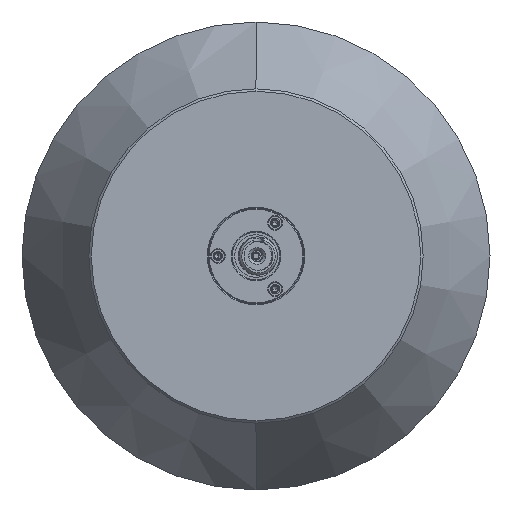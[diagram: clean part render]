
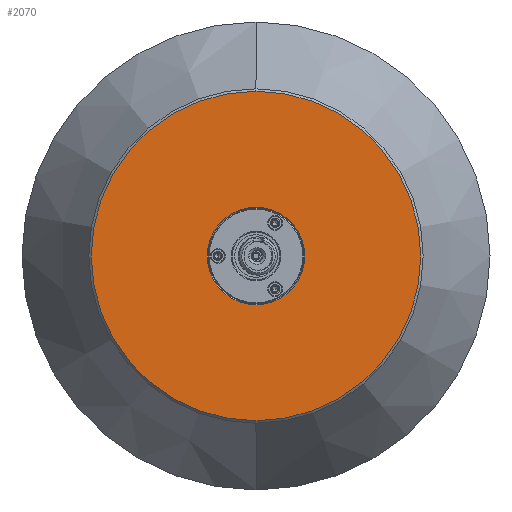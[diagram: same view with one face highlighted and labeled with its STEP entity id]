
A CAD part, left-side view. The second image highlights one B-rep face of the part: STEP entity #2070.
In plain terms, the highlighted planar face has unit normal (-1, 0, 0).
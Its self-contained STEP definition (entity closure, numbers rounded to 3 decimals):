
#473=CARTESIAN_POINT('',(-297.391,49.,-49.));
#474=DIRECTION('',(1.,0.,0.));
#475=DIRECTION('',(0.,0.,1.));
#476=AXIS2_PLACEMENT_3D('',#473,#474,#475);
#491=CARTESIAN_POINT('',(-297.391,49.,-49.));
#492=DIRECTION('',(-1.,0.,0.));
#493=DIRECTION('',(0.,0.,-1.));
#494=AXIS2_PLACEMENT_3D('',#491,#492,#493);
#496=CARTESIAN_POINT('',(-297.391,49.,-49.));
#497=DIRECTION('',(-1.,0.,0.));
#498=DIRECTION('',(0.,0.,1.));
#499=AXIS2_PLACEMENT_3D('',#496,#497,#498);
#501=CARTESIAN_POINT('',(-297.391,49.,-49.));
#502=DIRECTION('',(1.,0.,0.));
#503=DIRECTION('',(0.,0.,-1.));
#504=AXIS2_PLACEMENT_3D('',#501,#502,#503);
#1161=CARTESIAN_POINT('',(-297.391,49.,
-59.2));
#1162=CARTESIAN_POINT('',(-297.391,49.,
-38.8));
#1163=VERTEX_POINT('',#1161);
#1164=VERTEX_POINT('',#1162);
#1169=CARTESIAN_POINT('',(-297.391,49.,
-83.5));
#1170=CARTESIAN_POINT('',(-297.391,49.,
-14.5));
#1171=VERTEX_POINT('',#1169);
#1172=VERTEX_POINT('',#1170);
#2055=CARTESIAN_POINT('',(-297.391,84.,
-49.));
#2056=DIRECTION('',(1.,0.,0.));
#2057=DIRECTION('',(0.,0.,-1.));
#2058=AXIS2_PLACEMENT_3D('',#2055,#2056,#2057);
#2059=PLANE('',#2058);
#2061=ORIENTED_EDGE('',*,*,#2060,.F.);
#2063=ORIENTED_EDGE('',*,*,#2062,.F.);
#2064=EDGE_LOOP('',(#2061,#2063));
#2065=FACE_OUTER_BOUND('',#2064,.F.);
#2066=ORIENTED_EDGE('',*,*,#2022,.F.);
#2067=ORIENTED_EDGE('',*,*,#2037,.F.);
#2068=EDGE_LOOP('',(#2066,#2067));
#2069=FACE_BOUND('',#2068,.F.);
#2070=ADVANCED_FACE('',(#2065,#2069),#2059,.F.);
#477=CIRCLE('',#476,10.2);
#495=CIRCLE('',#494,34.5);
#500=CIRCLE('',#499,34.5);
#505=CIRCLE('',#504,10.2);
#2022=EDGE_CURVE('',#1164,#1163,#477,.T.);
#2037=EDGE_CURVE('',#1163,#1164,#505,.T.);
#2060=EDGE_CURVE('',#1171,#1172,#495,.T.);
#2062=EDGE_CURVE('',#1172,#1171,#500,.T.);
